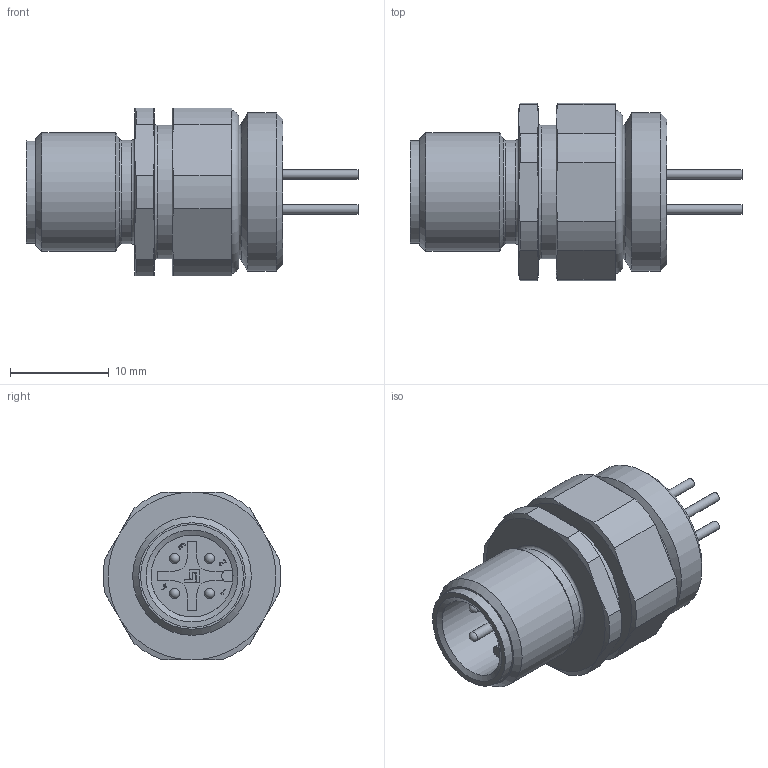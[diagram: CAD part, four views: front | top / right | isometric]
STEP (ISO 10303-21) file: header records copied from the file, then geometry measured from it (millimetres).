
FILE_DESCRIPTION(/* description */ (''),/* implementation_level */ '2;1');
FILE_NAME(/* name */ '09 3431 778 04 001_00.stp',/* time_stamp */ '2014-01-30T13:16:05+01:00',/* author */ (''),/* organization */ (''),/* preprocessor_version */ 'ST-DEVELOPER v14',/* originating_system */ 'SIEMENS PLM Software NX 8.0',/* authorisation */ '');
FILE_SCHEMA (('AUTOMOTIVE_DESIGN { 1 0 10303 214 3 1 1 1 }'));
Length unit declared in the file: millimetre
Products named in the file (1): cerl1434850C7r4v
Bounding box: 33.6 x 17.96 x 17 mm (x, y, z)
Volume: 3399.3 mm3; surface area: 2667 mm2
Topology: 1 solids, 1 shells, 153 faces, 381 edges, 244 vertices
Faces by surface type: plane 70, cylinder 34, cone 24, extrusion 16, torus 5, sphere 4
Full cylindrical faces by diameter (mm): 0.93 x4, 1 x4, 8.3 x1, 10.4 x1, 10.5 x1, 12 x1, 13.5 x2, 16 x1
Entity records: 4697 total; most frequent: CARTESIAN_POINT 1350, ORIENTED_EDGE 664, DIRECTION 635, EDGE_CURVE 332, AXIS2_PLACEMENT_3D 237, VERTEX_POINT 228, EDGE_LOOP 200, VECTOR 161
